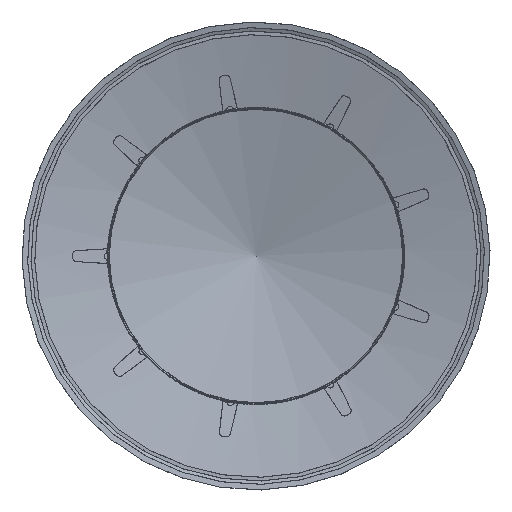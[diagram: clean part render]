
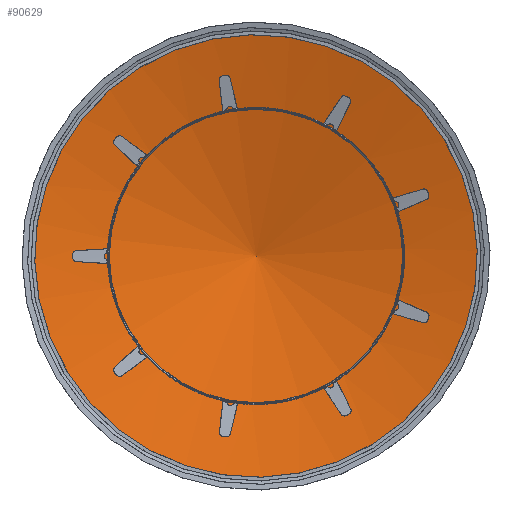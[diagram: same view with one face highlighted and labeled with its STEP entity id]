
A CAD part, front view. The second image highlights one B-rep face of the part: STEP entity #90629.
In plain terms, the highlighted conical face has half-angle 75.855 degrees and reference radius 151.891 mm.
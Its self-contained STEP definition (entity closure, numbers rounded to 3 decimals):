
#1987=CONICAL_SURFACE('',#98903,151.891,75.855);
#6589=CIRCLE('',#98902,303.783);
#10780=FACE_OUTER_BOUND('',#16897,.T.);
#16897=EDGE_LOOP('',(#78297));
#41114=VERTEX_POINT('',#151317);
#53510=EDGE_CURVE('',#41114,#41114,#6589,.T.);
#78297=ORIENTED_EDGE('',*,*,#53510,.F.);
#90629=ADVANCED_FACE('',(#10780),#1987,.F.);
#98902=AXIS2_PLACEMENT_3D('',#151318,#123388,#123389);
#98903=AXIS2_PLACEMENT_3D('',#151319,#123390,#123391);
#123388=DIRECTION('center_axis',(0.,1.,0.));
#123389=DIRECTION('ref_axis',(1.,0.,0.));
#123390=DIRECTION('center_axis',(0.,-1.,0.));
#123391=DIRECTION('ref_axis',(1.,0.,0.));
#151317=CARTESIAN_POINT('',(303.783,3.72,0.));
#151318=CARTESIAN_POINT('Origin',(0.,3.72,
0.));
#151319=CARTESIAN_POINT('Origin',(0.,41.999,
0.));
